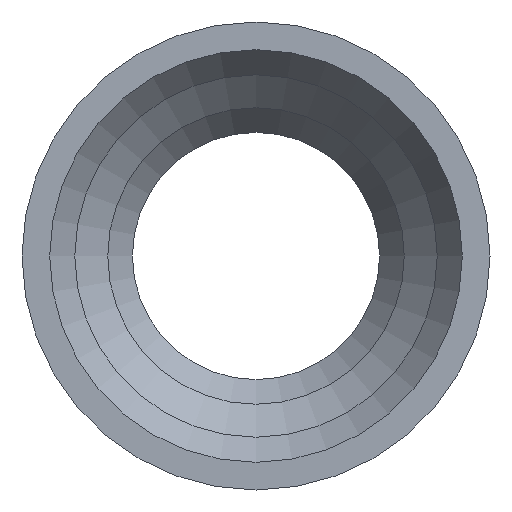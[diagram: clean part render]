
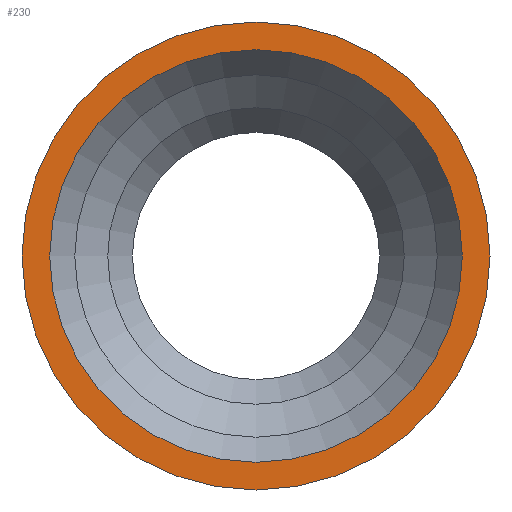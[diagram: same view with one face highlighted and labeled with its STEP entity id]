
A CAD part, left-side view. The second image highlights one B-rep face of the part: STEP entity #230.
In plain terms, the highlighted planar face has unit normal (-1, 0, 0).
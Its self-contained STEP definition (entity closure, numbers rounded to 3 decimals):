
#16=FACE_BOUND('',#56,.T.);
#18=PLANE('',#280);
#38=FACE_OUTER_BOUND('',#55,.T.);
#55=EDGE_LOOP('',(#199));
#56=EDGE_LOOP('',(#200));
#100=CIRCLE('',#279,55.1);
#101=CIRCLE('',#281,62.5);
#116=VERTEX_POINT('',#416);
#117=VERTEX_POINT('',#420);
#144=EDGE_CURVE('',#116,#116,#100,.T.);
#145=EDGE_CURVE('',#117,#117,#101,.T.);
#199=ORIENTED_EDGE('',*,*,#145,.F.);
#200=ORIENTED_EDGE('',*,*,#144,.T.);
#230=ADVANCED_FACE('',(#38,#16),#18,.T.);
#279=AXIS2_PLACEMENT_3D('',#418,#351,#352);
#280=AXIS2_PLACEMENT_3D('',#419,#353,#354);
#281=AXIS2_PLACEMENT_3D('',#421,#355,#356);
#351=DIRECTION('center_axis',(1.,0.,0.));
#352=DIRECTION('ref_axis',(0.,0.,-1.));
#353=DIRECTION('center_axis',(-1.,0.,0.));
#354=DIRECTION('ref_axis',(0.,0.,1.));
#355=DIRECTION('center_axis',(1.,0.,0.));
#356=DIRECTION('ref_axis',(0.,0.,-1.));
#416=CARTESIAN_POINT('',(0.,-55.1,0.));
#418=CARTESIAN_POINT('Origin',(0.,0.,0.));
#419=CARTESIAN_POINT('Origin',(0.,62.5,0.));
#420=CARTESIAN_POINT('',(0.,-62.5,0.));
#421=CARTESIAN_POINT('Origin',(0.,0.,0.));
